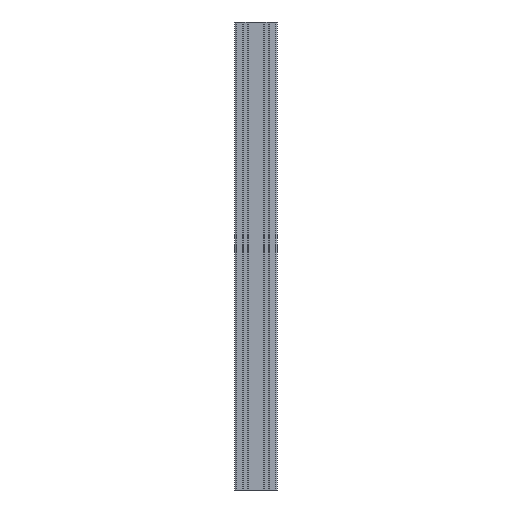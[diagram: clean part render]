
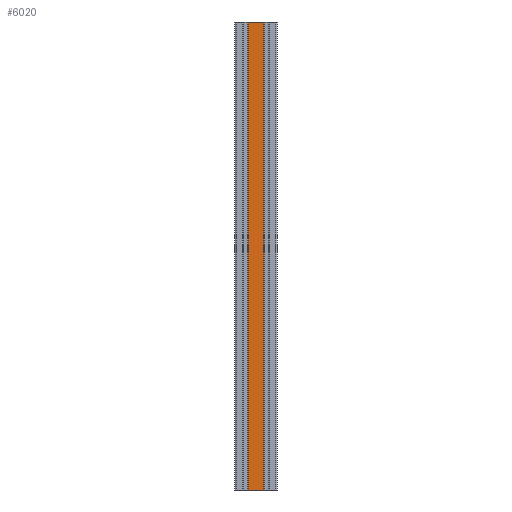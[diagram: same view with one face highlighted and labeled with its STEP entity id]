
A CAD part, left-side view. The second image highlights one B-rep face of the part: STEP entity #6020.
In plain terms, the highlighted planar face has unit normal (-1, 0, 0).
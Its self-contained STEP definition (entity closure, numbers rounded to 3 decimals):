
#682 = VERTEX_POINT ( 'NONE', #5174 ) ;
#1898 = DIRECTION ( 'NONE',  ( 0., 0., -1. ) ) ;
#2503 = PLANE ( 'NONE',  #10204 ) ;
#2563 = VECTOR ( 'NONE', #15425, 1000. ) ;
#3034 = VECTOR ( 'NONE', #3823, 1000. ) ;
#3823 = DIRECTION ( 'NONE',  ( 0., 1., 0. ) ) ;
#3889 = CARTESIAN_POINT ( 'NONE',  ( -22.5, -6.4, 0. ) ) ;
#4517 = DIRECTION ( 'NONE',  ( 0., 1., 0. ) ) ;
#5174 = CARTESIAN_POINT ( 'NONE',  ( -22.5, -38.6, 0. ) ) ;
#5231 = VERTEX_POINT ( 'NONE', #11404 ) ;
#5553 = DIRECTION ( 'NONE',  ( -1., 0., 0. ) ) ;
#6020 = ADVANCED_FACE ( 'NONE', ( #18047 ), #2503, .T. ) ;
#7621 = CARTESIAN_POINT ( 'NONE',  ( -22.5, -38.6, 1000. ) ) ;
#7958 = EDGE_CURVE ( 'NONE', #682, #17466, #9741, .T. ) ;
#9436 = DIRECTION ( 'NONE',  ( 0., -1., 0. ) ) ;
#9635 = CARTESIAN_POINT ( 'NONE',  ( -22.5, 0., 0. ) ) ;
#9741 = LINE ( 'NONE', #9635, #21864 ) ;
#10204 = AXIS2_PLACEMENT_3D ( 'NONE', #13245, #5553, #9436 ) ;
#11404 = CARTESIAN_POINT ( 'NONE',  ( -22.5, -6.4, 1000. ) ) ;
#11820 = EDGE_CURVE ( 'NONE', #12779, #682, #20835, .T. ) ;
#12435 = LINE ( 'NONE', #19355, #3034 ) ;
#12779 = VERTEX_POINT ( 'NONE', #7621 ) ;
#13245 = CARTESIAN_POINT ( 'NONE',  ( -22.5, 0., 1000. ) ) ;
#13721 = CARTESIAN_POINT ( 'NONE',  ( -22.5, -6.4, 1000. ) ) ;
#15246 = ORIENTED_EDGE ( 'NONE', *, *, #18149, .T. ) ;
#15425 = DIRECTION ( 'NONE',  ( 0., 0., -1. ) ) ;
#15955 = ORIENTED_EDGE ( 'NONE', *, *, #7958, .F. ) ;
#17439 = CARTESIAN_POINT ( 'NONE',  ( -22.5, -38.6, 1000. ) ) ;
#17466 = VERTEX_POINT ( 'NONE', #3889 ) ;
#18047 = FACE_OUTER_BOUND ( 'NONE', #20532, .T. ) ;
#18149 = EDGE_CURVE ( 'NONE', #12779, #5231, #12435, .T. ) ;
#19030 = ORIENTED_EDGE ( 'NONE', *, *, #11820, .F. ) ;
#19355 = CARTESIAN_POINT ( 'NONE',  ( -22.5, 0., 1000. ) ) ;
#19888 = ORIENTED_EDGE ( 'NONE', *, *, #20709, .T. ) ;
#20532 = EDGE_LOOP ( 'NONE', ( #15955, #19030, #15246, #19888 ) ) ;
#20709 = EDGE_CURVE ( 'NONE', #5231, #17466, #20970, .T. ) ;
#20835 = LINE ( 'NONE', #17439, #20961 ) ;
#20961 = VECTOR ( 'NONE', #1898, 1000. ) ;
#20970 = LINE ( 'NONE', #13721, #2563 ) ;
#21864 = VECTOR ( 'NONE', #4517, 1000. ) ;
